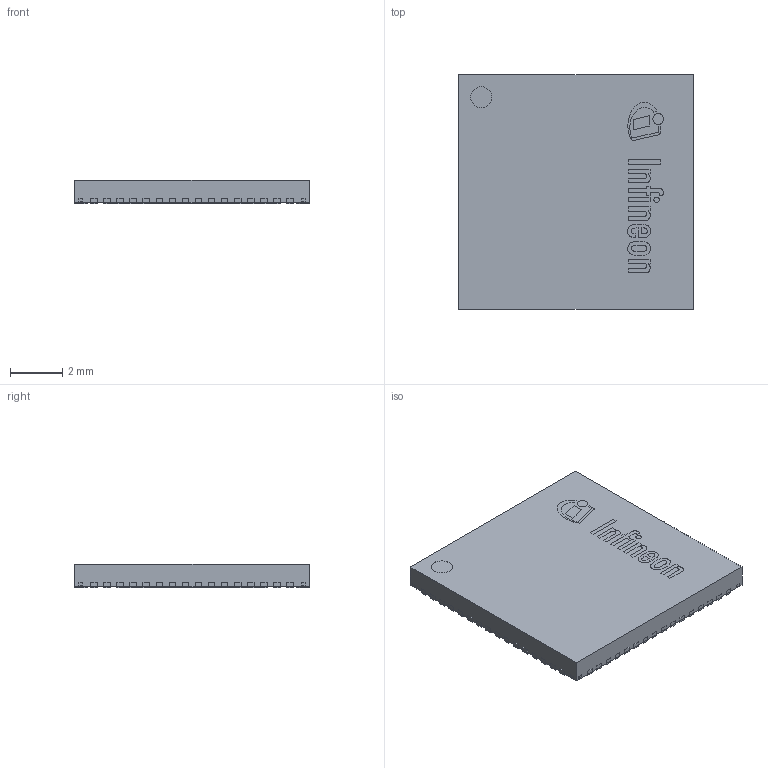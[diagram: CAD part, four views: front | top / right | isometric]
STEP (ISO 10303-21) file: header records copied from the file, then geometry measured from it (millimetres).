
FILE_DESCRIPTION(/* description */ (''),/* implementation_level */ '2;1');
FILE_NAME(/* name */ 'PG-VQFN-64-8_Z8B00190868_V02_3D.stp',/* time_stamp */ '2021-07-09T20:22:01+06:00',/* author */ ('janartha'),/* organization */ (''),/* preprocessor_version */ 'ST-DEVELOPER v16.13',/* originating_system */ 'AutoCAD Mechanical',/* authorisation */ '');
FILE_SCHEMA (('AUTOMOTIVE_DESIGN { 1 0 10303 214 3 1 1 }'));
Length unit declared in the file: millimetre
Products named in the file (1): Product
Bounding box: 9 x 9 x 0.9 mm (x, y, z)
Surface area: 308.4 mm2
Topology: 87 solids, 87 shells, 575 faces, 1200 edges, 800 vertices
Faces by surface type: plane 482, cylinder 75, bspline 18
Full cylindrical faces by diameter (mm): 0.206 x1, 0.417 x1, 0.8 x2
Entity records: 15274 total; most frequent: CARTESIAN_POINT 2978, DIRECTION 2426, ORIENTED_EDGE 2392, EDGE_CURVE 1196, LINE 1010, VECTOR 1010, VERTEX_POINT 800, AXIS2_PLACEMENT_3D 708
